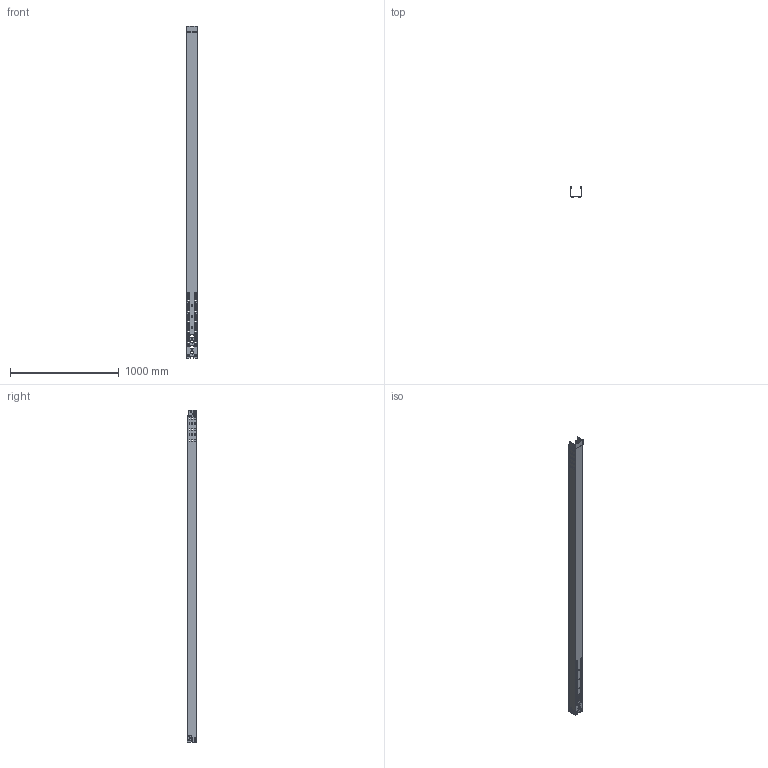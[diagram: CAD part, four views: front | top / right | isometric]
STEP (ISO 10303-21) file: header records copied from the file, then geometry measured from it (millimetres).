
FILE_DESCRIPTION (( 'STEP AP214' ), '1' );
FILE_NAME ('6059762.STEP', '2025-08-15T11:26:22', ( '' ), ( '' ), 'SwSTEP 2.0', 'SolidWorks 2024', '' );
FILE_SCHEMA (( 'AUTOMOTIVE_DESIGN' ));
Length unit declared in the file: millimetre
Products named in the file (1): 6059762
Bounding box: 104.5 x 89.45 x 3050 mm (x, y, z)
Volume: 1322745.7 mm3; surface area: 1781331.1 mm2
Topology: 1 solids, 1 shells, 913 faces, 2441 edges, 1542 vertices
Faces by surface type: cylinder 402, plane 357, torus 84, cone 46, bspline 20, sphere 4
Entity records: 29320 total; most frequent: CARTESIAN_POINT 5587, DIRECTION 5155, ORIENTED_EDGE 4882, EDGE_CURVE 2441, AXIS2_PLACEMENT_3D 1870, VERTEX_POINT 1542, LINE 1415, VECTOR 1415
